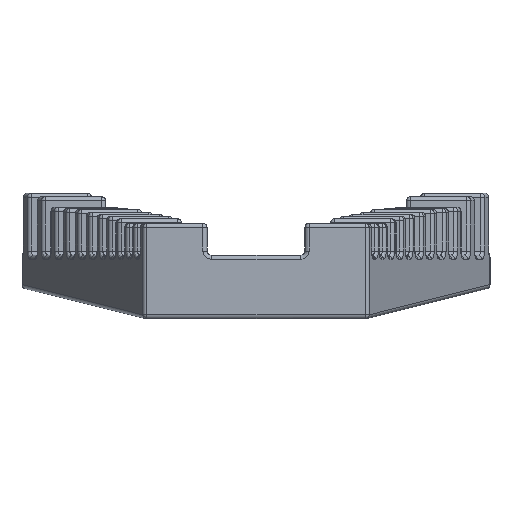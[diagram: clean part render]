
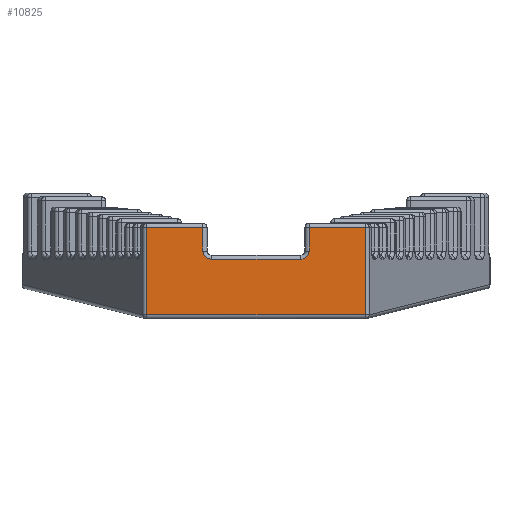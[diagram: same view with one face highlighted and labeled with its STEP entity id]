
A CAD part, front view. The second image highlights one B-rep face of the part: STEP entity #10825.
In plain terms, the highlighted planar face has unit normal (0, -1, 0).
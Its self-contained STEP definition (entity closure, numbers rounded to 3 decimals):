
#617 = DIRECTION ( 'NONE',  ( 0., 0., 1. ) ) ;
#1430 = VECTOR ( 'NONE', #15753, 1000. ) ;
#2062 = EDGE_CURVE ( 'NONE', #11022, #16926, #17605, .T. ) ;
#2094 = VERTEX_POINT ( 'NONE', #2164 ) ;
#2140 = CARTESIAN_POINT ( 'NONE',  ( 114.872, 115.934, 4. ) ) ;
#2164 = CARTESIAN_POINT ( 'NONE',  ( 113.994, 115.934, 6. ) ) ;
#2937 = VERTEX_POINT ( 'NONE', #20869 ) ;
#3898 = DIRECTION ( 'NONE',  ( -1., 0., 0. ) ) ;
#4111 = ORIENTED_EDGE ( 'NONE', *, *, #2062, .T. ) ;
#4716 = ORIENTED_EDGE ( 'NONE', *, *, #11254, .F. ) ;
#4828 = CARTESIAN_POINT ( 'NONE',  ( 137.896, 115.934, 4. ) ) ;
#5206 =( BOUNDED_CURVE ( )  B_SPLINE_CURVE ( 3, ( #9248, #10986, #2140, #14649 ),
 .UNSPECIFIED., .F., .F. ) 
 B_SPLINE_CURVE_WITH_KNOTS ( ( 4, 4 ),
 ( 3.142, 4.712 ),
 .UNSPECIFIED. ) 
 CURVE ( )  GEOMETRIC_REPRESENTATION_ITEM ( )  RATIONAL_B_SPLINE_CURVE ( ( 1., 0.805, 0.805, 1. ) ) 
 REPRESENTATION_ITEM ( '' )  );
#5583 = CARTESIAN_POINT ( 'NONE',  ( 99.505, 115.934, 11.8 ) ) ;
#5622 = VECTOR ( 'NONE', #8480, 1000. ) ;
#6273 = CARTESIAN_POINT ( 'NONE',  ( 56.492, 115.934, 4. ) ) ;
#6343 = CARTESIAN_POINT ( 'NONE',  ( 140.016, 115.934, 6. ) ) ;
#6699 = ORIENTED_EDGE ( 'NONE', *, *, #9069, .T. ) ;
#6712 = EDGE_CURVE ( 'NONE', #17344, #13724, #6713, .T. ) ;
#6713 = LINE ( 'NONE', #6273, #16233 ) ;
#6952 = FACE_OUTER_BOUND ( 'NONE', #7490, .T. ) ;
#6957 = LINE ( 'NONE', #9082, #16479 ) ;
#7029 = VECTOR ( 'NONE', #9053, 1000. ) ;
#7490 = EDGE_LOOP ( 'NONE', ( #12832, #6699, #4111, #22526, #4716, #21319, #8234, #21206, #10832, #10457 ) ) ;
#7757 = CARTESIAN_POINT ( 'NONE',  ( 116.114, 115.934, 4. ) ) ;
#8234 = ORIENTED_EDGE ( 'NONE', *, *, #19927, .F. ) ;
#8480 = DIRECTION ( 'NONE',  ( 0., 0., -1. ) ) ;
#8568 = DIRECTION ( 'NONE',  ( 0., 0., -1. ) ) ;
#8591 = CARTESIAN_POINT ( 'NONE',  ( 153.797, 115.934, 0. ) ) ;
#8821 = CARTESIAN_POINT ( 'NONE',  ( 153.797, 115.934, -9.609 ) ) ;
#9053 = DIRECTION ( 'NONE',  ( -1., 0., 0. ) ) ;
#9069 = EDGE_CURVE ( 'NONE', #20328, #11022, #10938, .T. ) ;
#9082 = CARTESIAN_POINT ( 'NONE',  ( 56.492, 115.934, -9.609 ) ) ;
#9102 = VERTEX_POINT ( 'NONE', #17730 ) ;
#9156 = VECTOR ( 'NONE', #3898, 1000. ) ;
#9248 = CARTESIAN_POINT ( 'NONE',  ( 113.994, 115.934, 6. ) ) ;
#9279 = EDGE_CURVE ( 'NONE', #22866, #9102, #16550, .T. ) ;
#9491 = VERTEX_POINT ( 'NONE', #6343 ) ;
#9586 = EDGE_CURVE ( 'NONE', #16926, #9491, #15694, .T. ) ;
#9985 = CARTESIAN_POINT ( 'NONE',  ( 140.016, 115.934, 11.8 ) ) ;
#10178 = CARTESIAN_POINT ( 'NONE',  ( 140.016, 115.934, 4.828 ) ) ;
#10457 = ORIENTED_EDGE ( 'NONE', *, *, #14967, .T. ) ;
#10825 = ADVANCED_FACE ( 'NONE', ( #6952 ), #13917, .T. ) ;
#10832 = ORIENTED_EDGE ( 'NONE', *, *, #9279, .T. ) ;
#10938 = LINE ( 'NONE', #8591, #1430 ) ;
#10986 = CARTESIAN_POINT ( 'NONE',  ( 113.994, 115.934, 4.828 ) ) ;
#11022 = VERTEX_POINT ( 'NONE', #20004 ) ;
#11045 = LINE ( 'NONE', #21876, #15269 ) ;
#11254 = EDGE_CURVE ( 'NONE', #17344, #9491, #17249, .T. ) ;
#12534 = CARTESIAN_POINT ( 'NONE',  ( 113.994, 115.934, 11.8 ) ) ;
#12832 = ORIENTED_EDGE ( 'NONE', *, *, #14604, .T. ) ;
#13724 = VERTEX_POINT ( 'NONE', #7757 ) ;
#13917 = PLANE ( 'NONE',  #20998 ) ;
#13919 = VECTOR ( 'NONE', #15910, 1000. ) ;
#14081 = CARTESIAN_POINT ( 'NONE',  ( 100.213, 115.934, 0. ) ) ;
#14482 = LINE ( 'NONE', #14081, #13919 ) ;
#14604 = EDGE_CURVE ( 'NONE', #2937, #20328, #6957, .T. ) ;
#14649 = CARTESIAN_POINT ( 'NONE',  ( 116.114, 115.934, 4. ) ) ;
#14967 = EDGE_CURVE ( 'NONE', #9102, #2937, #14482, .T. ) ;
#15269 = VECTOR ( 'NONE', #617, 1000. ) ;
#15532 = CARTESIAN_POINT ( 'NONE',  ( 139.138, 115.934, 4. ) ) ;
#15694 = LINE ( 'NONE', #22794, #5622 ) ;
#15753 = DIRECTION ( 'NONE',  ( 0., 0., 1. ) ) ;
#15910 = DIRECTION ( 'NONE',  ( 0., 0., -1. ) ) ;
#16233 = VECTOR ( 'NONE', #16991, 1000. ) ;
#16426 = CARTESIAN_POINT ( 'NONE',  ( 138.604, 115.934, 11.8 ) ) ;
#16479 = VECTOR ( 'NONE', #21687, 1000. ) ;
#16550 = LINE ( 'NONE', #5583, #7029 ) ;
#16926 = VERTEX_POINT ( 'NONE', #9985 ) ;
#16991 = DIRECTION ( 'NONE',  ( -1., 0., 0. ) ) ;
#17249 =( BOUNDED_CURVE ( )  B_SPLINE_CURVE ( 3, ( #4828, #15532, #10178, #22772 ),
 .UNSPECIFIED., .F., .F. ) 
 B_SPLINE_CURVE_WITH_KNOTS ( ( 4, 4 ),
 ( 4.712, 6.283 ),
 .UNSPECIFIED. ) 
 CURVE ( )  GEOMETRIC_REPRESENTATION_ITEM ( )  RATIONAL_B_SPLINE_CURVE ( ( 1., 0.805, 0.805, 1. ) ) 
 REPRESENTATION_ITEM ( '' )  );
#17344 = VERTEX_POINT ( 'NONE', #18492 ) ;
#17543 = CARTESIAN_POINT ( 'NONE',  ( 56.492, 115.934, 0. ) ) ;
#17605 = LINE ( 'NONE', #16426, #9156 ) ;
#17730 = CARTESIAN_POINT ( 'NONE',  ( 100.213, 115.934, 11.8 ) ) ;
#18492 = CARTESIAN_POINT ( 'NONE',  ( 137.896, 115.934, 4. ) ) ;
#18778 = EDGE_CURVE ( 'NONE', #2094, #22866, #11045, .T. ) ;
#19365 = DIRECTION ( 'NONE',  ( 0., -1., 0. ) ) ;
#19927 = EDGE_CURVE ( 'NONE', #2094, #13724, #5206, .T. ) ;
#20004 = CARTESIAN_POINT ( 'NONE',  ( 153.797, 115.934, 11.8 ) ) ;
#20328 = VERTEX_POINT ( 'NONE', #8821 ) ;
#20869 = CARTESIAN_POINT ( 'NONE',  ( 100.213, 115.934, -9.609 ) ) ;
#20998 = AXIS2_PLACEMENT_3D ( 'NONE', #17543, #19365, #8568 ) ;
#21206 = ORIENTED_EDGE ( 'NONE', *, *, #18778, .T. ) ;
#21319 = ORIENTED_EDGE ( 'NONE', *, *, #6712, .T. ) ;
#21687 = DIRECTION ( 'NONE',  ( 1., 0., 0. ) ) ;
#21876 = CARTESIAN_POINT ( 'NONE',  ( 113.994, 115.934, 12.8 ) ) ;
#22526 = ORIENTED_EDGE ( 'NONE', *, *, #9586, .T. ) ;
#22772 = CARTESIAN_POINT ( 'NONE',  ( 140.016, 115.934, 6. ) ) ;
#22794 = CARTESIAN_POINT ( 'NONE',  ( 140.016, 115.934, 5. ) ) ;
#22866 = VERTEX_POINT ( 'NONE', #12534 ) ;
